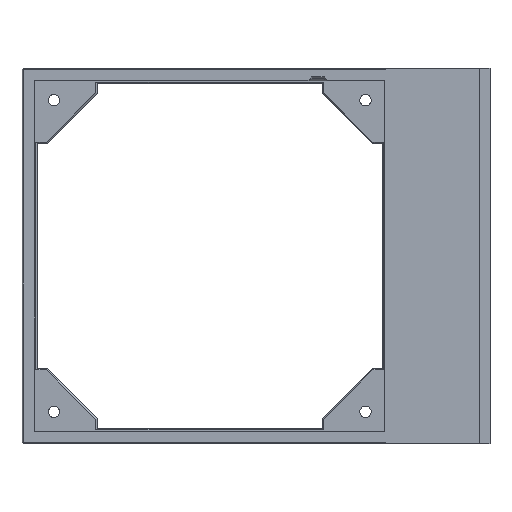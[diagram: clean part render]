
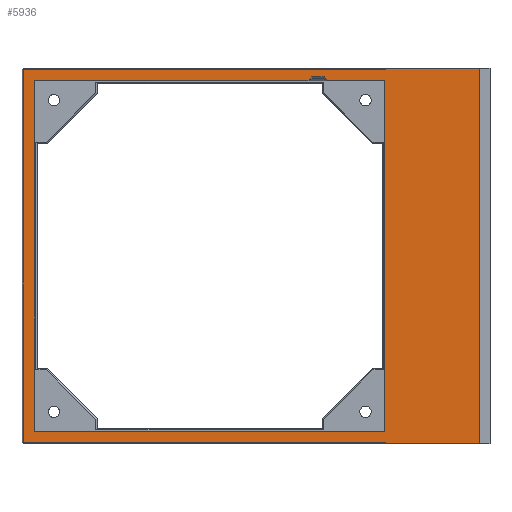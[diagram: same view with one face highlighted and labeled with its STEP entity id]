
A CAD part, top view. The second image highlights one B-rep face of the part: STEP entity #5936.
In plain terms, the highlighted planar face has unit normal (0, 0, 1).
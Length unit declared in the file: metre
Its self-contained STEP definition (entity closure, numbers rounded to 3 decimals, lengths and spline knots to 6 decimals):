
#617=ORIENTED_EDGE('',*,*,#2122,.F.);
#618=ORIENTED_EDGE('',*,*,#2123,.T.);
#619=ORIENTED_EDGE('',*,*,#2056,.T.);
#620=ORIENTED_EDGE('',*,*,#2124,.F.);
#621=ORIENTED_EDGE('',*,*,#1942,.T.);
#622=ORIENTED_EDGE('',*,*,#1944,.T.);
#623=ORIENTED_EDGE('',*,*,#1938,.T.);
#624=ORIENTED_EDGE('',*,*,#2125,.F.);
#625=ORIENTED_EDGE('',*,*,#2126,.T.);
#626=ORIENTED_EDGE('',*,*,#2127,.T.);
#627=ORIENTED_EDGE('',*,*,#2118,.F.);
#628=ORIENTED_EDGE('',*,*,#2128,.T.);
#629=ORIENTED_EDGE('',*,*,#1790,.T.);
#630=ORIENTED_EDGE('',*,*,#2129,.T.);
#631=ORIENTED_EDGE('',*,*,#2130,.T.);
#632=ORIENTED_EDGE('',*,*,#2131,.T.);
#1790=EDGE_CURVE('',#2618,#2617,#3151,.T.);
#1938=EDGE_CURVE('',#2730,#2733,#3298,.T.);
#1942=EDGE_CURVE('',#2735,#2737,#3302,.T.);
#1944=EDGE_CURVE('',#2737,#2730,#3304,.T.);
#2056=EDGE_CURVE('',#2808,#2811,#3410,.T.);
#2118=EDGE_CURVE('',#2850,#2851,#3470,.T.);
#2122=EDGE_CURVE('',#2854,#2855,#3474,.T.);
#2123=EDGE_CURVE('',#2854,#2808,#3475,.T.);
#2124=EDGE_CURVE('',#2735,#2811,#3476,.T.);
#2125=EDGE_CURVE('',#2855,#2733,#3477,.T.);
#2126=EDGE_CURVE('',#2856,#2857,#3478,.T.);
#2127=EDGE_CURVE('',#2857,#2851,#3479,.T.);
#2128=EDGE_CURVE('',#2850,#2618,#3480,.T.);
#2129=EDGE_CURVE('',#2617,#2858,#3481,.T.);
#2130=EDGE_CURVE('',#2858,#2859,#3482,.T.);
#2131=EDGE_CURVE('',#2859,#2856,#3483,.T.);
#2617=VERTEX_POINT('',#8267);
#2618=VERTEX_POINT('',#8269);
#2730=VERTEX_POINT('',#8551);
#2733=VERTEX_POINT('',#8556);
#2735=VERTEX_POINT('',#8561);
#2737=VERTEX_POINT('',#8565);
#2808=VERTEX_POINT('',#8792);
#2811=VERTEX_POINT('',#8797);
#2850=VERTEX_POINT('',#8923);
#2851=VERTEX_POINT('',#8925);
#2854=VERTEX_POINT('',#8933);
#2855=VERTEX_POINT('',#8934);
#2856=VERTEX_POINT('',#8939);
#2857=VERTEX_POINT('',#8940);
#2858=VERTEX_POINT('',#8944);
#2859=VERTEX_POINT('',#8946);
#3151=LINE('',#8268,#3949);
#3298=LINE('',#8557,#4096);
#3302=LINE('',#8566,#4100);
#3304=LINE('',#8569,#4102);
#3410=LINE('',#8798,#4208);
#3470=LINE('',#8924,#4268);
#3474=LINE('',#8932,#4272);
#3475=LINE('',#8935,#4273);
#3476=LINE('',#8936,#4274);
#3477=LINE('',#8937,#4275);
#3478=LINE('',#8938,#4276);
#3479=LINE('',#8941,#4277);
#3480=LINE('',#8942,#4278);
#3481=LINE('',#8943,#4279);
#3482=LINE('',#8945,#4280);
#3483=LINE('',#8947,#4281);
#3949=VECTOR('',#6654,1.);
#4096=VECTOR('',#6853,1.);
#4100=VECTOR('',#6859,1.);
#4102=VECTOR('',#6863,1.);
#4208=VECTOR('',#7067,1.);
#4268=VECTOR('',#7181,1.);
#4272=VECTOR('',#7187,1.);
#4273=VECTOR('',#7188,1.);
#4274=VECTOR('',#7189,1.);
#4275=VECTOR('',#7190,1.);
#4276=VECTOR('',#7191,1.);
#4277=VECTOR('',#7192,1.);
#4278=VECTOR('',#7193,1.);
#4279=VECTOR('',#7194,1.);
#4280=VECTOR('',#7195,1.);
#4281=VECTOR('',#7196,1.);
#4810=EDGE_LOOP('',(#617,#618,#619,#620,#621,#622,#623,#624));
#4811=EDGE_LOOP('',(#625,#626,#627,#628,#629,#630,#631,#632));
#5219=FACE_BOUND('',#4810,.T.);
#5220=FACE_BOUND('',#4811,.T.);
#5603=PLANE('',#6317);
#5936=ADVANCED_FACE('',(#5219,#5220),#5603,.F.);
#6317=AXIS2_PLACEMENT_3D('',#8931,#7185,#7186);
#6654=DIRECTION('',(-1.,0.,0.));
#6853=DIRECTION('',(0.707,-0.707,0.));
#6859=DIRECTION('',(0.707,0.707,0.));
#6863=DIRECTION('',(1.,0.,0.));
#7067=DIRECTION('',(0.,1.,0.));
#7181=DIRECTION('',(-1.,0.,0.));
#7185=DIRECTION('',(0.,0.,-1.));
#7186=DIRECTION('',(-1.,0.,0.));
#7187=DIRECTION('',(0.,1.,0.));
#7188=DIRECTION('',(-1.,0.,0.));
#7189=DIRECTION('',(-1.,0.,0.));
#7190=DIRECTION('',(-1.,0.,0.));
#7191=DIRECTION('',(1.,0.,0.));
#7192=DIRECTION('',(0.,-1.,0.));
#7193=DIRECTION('',(0.,1.,0.));
#7194=DIRECTION('',(0.,-1.,0.));
#7195=DIRECTION('',(-1.,0.,0.));
#7196=DIRECTION('',(0.,-1.,0.));
#8267=CARTESIAN_POINT('',(-0.016132,0.,0.017547));
#8268=CARTESIAN_POINT('',(-0.061714,0.,0.017547));
#8269=CARTESIAN_POINT('',(0.021618,0.,0.017547));
#8551=CARTESIAN_POINT('',(-0.040675,-0.0035,0.017547));
#8556=CARTESIAN_POINT('',(-0.039175,-0.005,0.017547));
#8557=CARTESIAN_POINT('',(-0.039529,-0.004646,0.017547));
#8561=CARTESIAN_POINT('',(-0.047151,-0.005,0.017547));
#8565=CARTESIAN_POINT('',(-0.045651,-0.0035,0.017547));
#8566=CARTESIAN_POINT('',(-0.045797,-0.003646,0.017547));
#8569=CARTESIAN_POINT('',(-0.040882,-0.0035,0.017547));
#8792=CARTESIAN_POINT('',(-0.156382,-0.145,0.017547));
#8797=CARTESIAN_POINT('',(-0.156382,-0.005,0.017547));
#8798=CARTESIAN_POINT('',(-0.156382,-0.15,0.017547));
#8923=CARTESIAN_POINT('',(0.021618,-0.15,0.017547));
#8924=CARTESIAN_POINT('',(-0.061714,-0.15,0.017547));
#8925=CARTESIAN_POINT('',(-0.016132,-0.15,0.017547));
#8931=CARTESIAN_POINT('',(-0.061714,-0.15,0.017547));
#8932=CARTESIAN_POINT('',(-0.016382,-0.15,0.017547));
#8933=CARTESIAN_POINT('',(-0.016382,-0.145,0.017547));
#8934=CARTESIAN_POINT('',(-0.016382,-0.005,0.017547));
#8935=CARTESIAN_POINT('',(-0.061714,-0.145,0.017547));
#8936=CARTESIAN_POINT('',(-0.061714,-0.005,0.017547));
#8937=CARTESIAN_POINT('',(-0.061714,-0.005,0.017547));
#8938=CARTESIAN_POINT('',(-0.016382,-0.1495,0.017547));
#8939=CARTESIAN_POINT('',(-0.160882,-0.1495,0.017547));
#8940=CARTESIAN_POINT('',(-0.016132,-0.1495,0.017547));
#8941=CARTESIAN_POINT('',(-0.016132,-0.15,0.017547));
#8942=CARTESIAN_POINT('',(0.021618,-0.15,0.017547));
#8943=CARTESIAN_POINT('',(-0.016132,-0.15,0.017547));
#8944=CARTESIAN_POINT('',(-0.016132,-0.0005,0.017547));
#8945=CARTESIAN_POINT('',(-0.061714,-0.0005,0.017547));
#8946=CARTESIAN_POINT('',(-0.160882,-0.0005,0.017547));
#8947=CARTESIAN_POINT('',(-0.160882,-0.15,0.017547));
